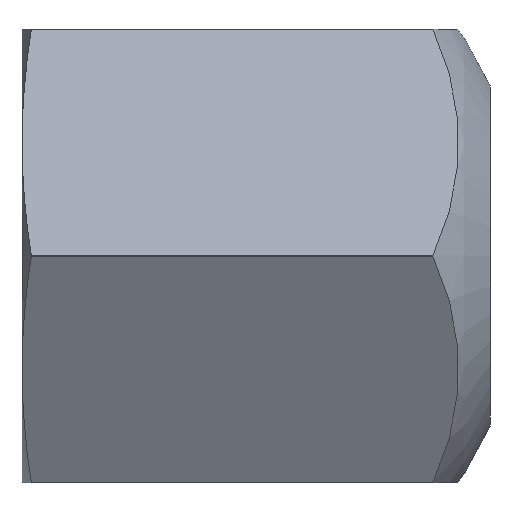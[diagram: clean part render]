
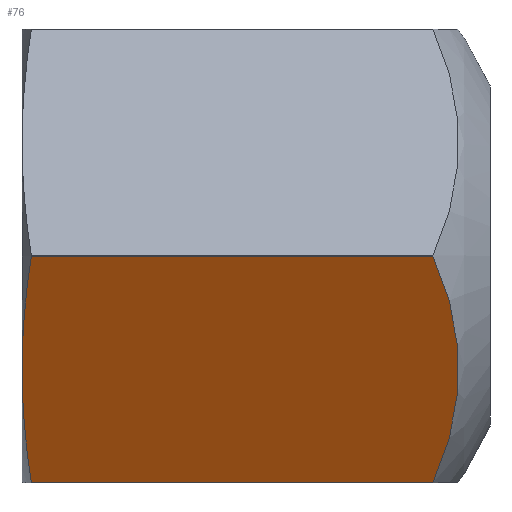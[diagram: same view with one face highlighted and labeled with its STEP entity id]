
A CAD part, front view. The second image highlights one B-rep face of the part: STEP entity #76.
In plain terms, the highlighted planar face has unit normal (0, -0.866, -0.5).
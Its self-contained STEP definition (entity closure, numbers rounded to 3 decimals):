
#76 = ADVANCED_FACE( '', ( #159 ), #160, .F. );
#159 = FACE_OUTER_BOUND( '', #244, .T. );
#160 = PLANE( '', #245 );
#244 = EDGE_LOOP( '', ( #389, #390, #391, #392, #393 ) );
#245 = AXIS2_PLACEMENT_3D( '', #394, #395, #396 );
#389 = ORIENTED_EDGE( '', *, *, #526, .F. );
#390 = ORIENTED_EDGE( '', *, *, #536, .T. );
#391 = ORIENTED_EDGE( '', *, *, #480, .F. );
#392 = ORIENTED_EDGE( '', *, *, #499, .F. );
#393 = ORIENTED_EDGE( '', *, *, #537, .F. );
#394 = CARTESIAN_POINT( '', ( 0., -18.475, 0. ) );
#395 = DIRECTION( '', ( 0., 0.866, 0.5 ) );
#396 = DIRECTION( '', ( 0., -0.5, 0.866 ) );
#480 = EDGE_CURVE( '', #557, #559, #560, .T. );
#499 = EDGE_CURVE( '', #591, #557, #593, .T. );
#526 = EDGE_CURVE( '', #634, #629, #636, .F. );
#536 = EDGE_CURVE( '', #634, #559, #647, .F. );
#537 = EDGE_CURVE( '', #629, #591, #648, .T. );
#557 = VERTEX_POINT( '', #669 );
#559 = VERTEX_POINT( '', #671 );
#560 = LINE( '', #672, #673 );
#591 = VERTEX_POINT( '', #719 );
#593 = B_SPLINE_CURVE_WITH_KNOTS( '', 3, ( #721, #722, #723, #724, #725, #726 ), .UNSPECIFIED., .F., .F., ( 4, 2, 4 ), ( 0.009, 0.014, 0.018 ), .UNSPECIFIED. );
#629 = VERTEX_POINT( '', #800 );
#634 = VERTEX_POINT( '', #806 );
#636 = LINE( '', #808, #809 );
#647 = CIRCLE( '', #820, 24.187 );
#648 = B_SPLINE_CURVE_WITH_KNOTS( '', 3, ( #821, #822, #823, #824, #825, #826 ), .UNSPECIFIED., .F., .F., ( 4, 2, 4 ), ( 0., 0.005, 0.009 ), .UNSPECIFIED. );
#669 = CARTESIAN_POINT( '', ( -32.344, -18.45, -0.044 ) );
#671 = CARTESIAN_POINT( '', ( -4.027, -18.45, -0.044 ) );
#672 = CARTESIAN_POINT( '', ( 0., -18.45, -0.044 ) );
#673 = VECTOR( '', #854, 1000. );
#719 = CARTESIAN_POINT( '', ( -33., -13.856, -8. ) );
#721 = CARTESIAN_POINT( '', ( -33., -13.856, -8. ) );
#722 = CARTESIAN_POINT( '', ( -33., -14.622, -6.674 ) );
#723 = CARTESIAN_POINT( '', ( -32.94, -15.388, -5.348 ) );
#724 = CARTESIAN_POINT( '', ( -32.714, -16.919, -2.696 ) );
#725 = CARTESIAN_POINT( '', ( -32.548, -17.684, -1.37 ) );
#726 = CARTESIAN_POINT( '', ( -32.344, -18.45, -0.044 ) );
#800 = CARTESIAN_POINT( '', ( -32.344, -9.263, -15.956 ) );
#806 = CARTESIAN_POINT( '', ( -4.027, -9.263, -15.956 ) );
#808 = CARTESIAN_POINT( '', ( 0., -9.263, -15.956 ) );
#809 = VECTOR( '', #912, 1000. );
#820 = AXIS2_PLACEMENT_3D( '', #928, #929, #930 );
#821 = CARTESIAN_POINT( '', ( -32.344, -9.263, -15.956 ) );
#822 = CARTESIAN_POINT( '', ( -32.548, -10.028, -14.63 ) );
#823 = CARTESIAN_POINT( '', ( -32.714, -10.794, -13.304 ) );
#824 = CARTESIAN_POINT( '', ( -32.94, -12.325, -10.652 ) );
#825 = CARTESIAN_POINT( '', ( -33., -13.091, -9.326 ) );
#826 = CARTESIAN_POINT( '', ( -33., -13.856, -8. ) );
#854 = DIRECTION( '', ( 1., 0., 0. ) );
#912 = DIRECTION( '', ( 1., 0., 0. ) );
#928 = CARTESIAN_POINT( '', ( -26.401, -13.856, -8. ) );
#929 = DIRECTION( '', ( 0., 0.866, 0.5 ) );
#930 = DIRECTION( '', ( 0., -0.5, 0.866 ) );
